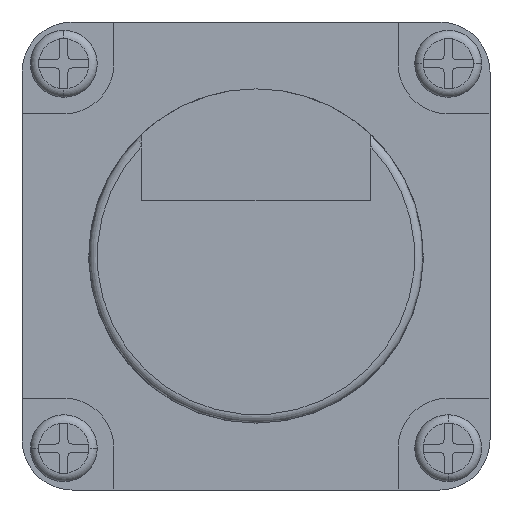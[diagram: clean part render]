
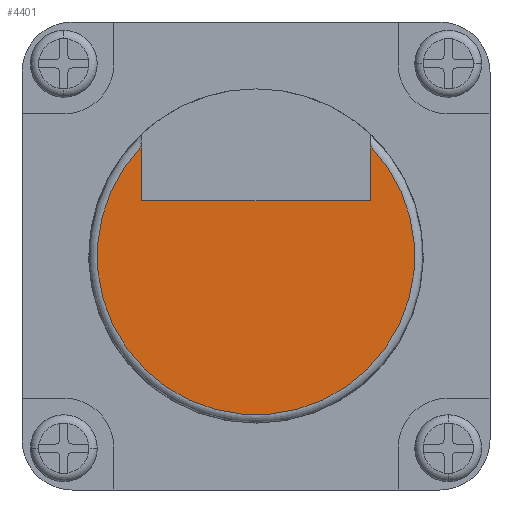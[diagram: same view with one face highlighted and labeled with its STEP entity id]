
A CAD part, front view. The second image highlights one B-rep face of the part: STEP entity #4401.
In plain terms, the highlighted face is planar.
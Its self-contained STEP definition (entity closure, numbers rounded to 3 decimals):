
#44 = VERTEX_POINT ( 'NONE', #7524 ) ;
#155 = VECTOR ( 'NONE', #6195, 1000. ) ;
#182 = VECTOR ( 'NONE', #5464, 1000. ) ;
#1017 = AXIS2_PLACEMENT_3D ( 'NONE', #3839, #4499, #2828 ) ;
#1487 = ORIENTED_EDGE ( 'NONE', *, *, #6174, .F. ) ;
#1812 = VERTEX_POINT ( 'NONE', #7506 ) ;
#2571 = ORIENTED_EDGE ( 'NONE', *, *, #5782, .F. ) ;
#2652 = CARTESIAN_POINT ( 'NONE',  ( 6.85, 13., 3.3 ) ) ;
#2828 = DIRECTION ( 'NONE',  ( 0., 0., 1. ) ) ;
#2910 = VECTOR ( 'NONE', #5424, 1000. ) ;
#2962 = DIRECTION ( 'NONE',  ( 0., 1., 0. ) ) ;
#3164 = VERTEX_POINT ( 'NONE', #5650 ) ;
#3623 = LINE ( 'NONE', #5379, #2910 ) ;
#3675 = LINE ( 'NONE', #6043, #182 ) ;
#3740 = CARTESIAN_POINT ( 'NONE',  ( -6.85, 13., 6.582 ) ) ;
#3839 = CARTESIAN_POINT ( 'NONE',  ( 0., 13., 0. ) ) ;
#3862 = LINE ( 'NONE', #2652, #155 ) ;
#3887 = CIRCLE ( 'NONE', #1017, 9.5 ) ;
#3971 = ORIENTED_EDGE ( 'NONE', *, *, #7498, .F. ) ;
#4207 = CARTESIAN_POINT ( 'NONE',  ( 0., 13., 0. ) ) ;
#4401 = ADVANCED_FACE ( 'NONE', ( #6494 ), #7150, .T. ) ;
#4499 = DIRECTION ( 'NONE',  ( 0., 1., 0. ) ) ;
#5009 = EDGE_LOOP ( 'NONE', ( #3971, #7558, #1487, #2571 ) ) ;
#5031 = EDGE_CURVE ( 'NONE', #44, #6404, #3887, .T. ) ;
#5302 = DIRECTION ( 'NONE',  ( 0., 0., 1. ) ) ;
#5374 = AXIS2_PLACEMENT_3D ( 'NONE', #4207, #2962, #5302 ) ;
#5379 = CARTESIAN_POINT ( 'NONE',  ( -6.85, 13., 3.3 ) ) ;
#5424 = DIRECTION ( 'NONE',  ( 0., 0., 1. ) ) ;
#5464 = DIRECTION ( 'NONE',  ( 0., 0., -1. ) ) ;
#5650 = CARTESIAN_POINT ( 'NONE',  ( -6.85, 13., 3.3 ) ) ;
#5782 = EDGE_CURVE ( 'NONE', #1812, #3164, #3862, .T. ) ;
#6043 = CARTESIAN_POINT ( 'NONE',  ( 6.85, 13., 0. ) ) ;
#6174 = EDGE_CURVE ( 'NONE', #3164, #6404, #3623, .T. ) ;
#6195 = DIRECTION ( 'NONE',  ( -1., 0., 0. ) ) ;
#6404 = VERTEX_POINT ( 'NONE', #3740 ) ;
#6494 = FACE_OUTER_BOUND ( 'NONE', #5009, .T. ) ;
#7150 = PLANE ( 'NONE',  #5374 ) ;
#7498 = EDGE_CURVE ( 'NONE', #44, #1812, #3675, .T. ) ;
#7506 = CARTESIAN_POINT ( 'NONE',  ( 6.85, 13., 3.3 ) ) ;
#7524 = CARTESIAN_POINT ( 'NONE',  ( 6.85, 13., 6.582 ) ) ;
#7558 = ORIENTED_EDGE ( 'NONE', *, *, #5031, .T. ) ;
